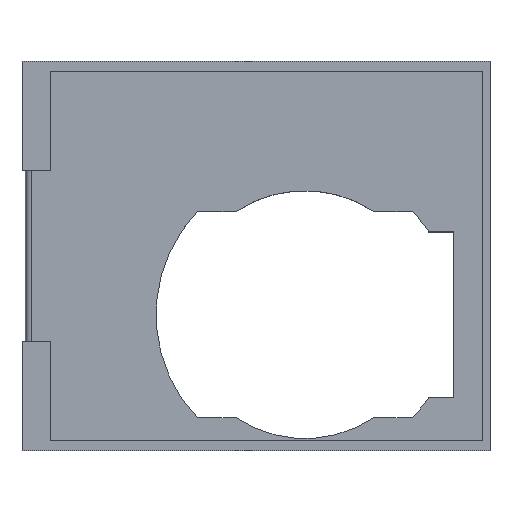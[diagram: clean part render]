
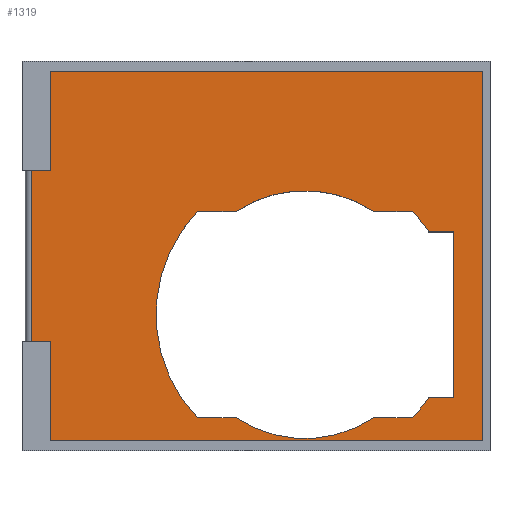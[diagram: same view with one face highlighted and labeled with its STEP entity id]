
A CAD part, top view. The second image highlights one B-rep face of the part: STEP entity #1319.
In plain terms, the highlighted planar face has unit normal (0, 0, 1).
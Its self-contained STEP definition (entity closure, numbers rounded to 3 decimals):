
#34=FACE_BOUND('',#130,.T.);
#55=FACE_OUTER_BOUND('',#129,.T.);
#129=EDGE_LOOP('',(#969,#970,#971,#972,#973,#974,#975,#976));
#130=EDGE_LOOP('',(#977,#978,#979,#980,#981,#982,#983,#984,#985,#986,#987,
#988,#989,#990,#991,#992));
#206=CIRCLE('',#1426,13.06);
#207=CIRCLE('',#1427,10.871);
#208=CIRCLE('',#1428,13.06);
#209=CIRCLE('',#1429,10.871);
#210=CIRCLE('',#1430,13.06);
#223=LINE('',#1877,#384);
#284=LINE('',#2041,#445);
#286=LINE('',#2047,#447);
#287=LINE('',#2049,#448);
#288=LINE('',#2051,#449);
#289=LINE('',#2053,#450);
#290=LINE('',#2055,#451);
#291=LINE('',#2056,#452);
#292=LINE('',#2061,#453);
#293=LINE('',#2063,#454);
#294=LINE('',#2067,#455);
#295=LINE('',#2069,#456);
#296=LINE('',#2073,#457);
#297=LINE('',#2075,#458);
#298=LINE('',#2079,#459);
#299=LINE('',#2081,#460);
#300=LINE('',#2085,#461);
#301=LINE('',#2087,#462);
#302=LINE('',#2088,#463);
#384=VECTOR('',#1503,10.);
#445=VECTOR('',#1634,10.);
#447=VECTOR('',#1640,10.);
#448=VECTOR('',#1641,10.);
#449=VECTOR('',#1642,10.);
#450=VECTOR('',#1643,10.);
#451=VECTOR('',#1644,10.);
#452=VECTOR('',#1645,10.);
#453=VECTOR('',#1648,10.);
#454=VECTOR('',#1649,10.);
#455=VECTOR('',#1652,10.);
#456=VECTOR('',#1653,10.);
#457=VECTOR('',#1656,10.);
#458=VECTOR('',#1657,10.);
#459=VECTOR('',#1660,10.);
#460=VECTOR('',#1661,10.);
#461=VECTOR('',#1664,10.);
#462=VECTOR('',#1665,10.);
#463=VECTOR('',#1666,10.);
#546=VERTEX_POINT('',#1874);
#547=VERTEX_POINT('',#1876);
#615=VERTEX_POINT('',#2040);
#617=VERTEX_POINT('',#2046);
#618=VERTEX_POINT('',#2048);
#619=VERTEX_POINT('',#2050);
#620=VERTEX_POINT('',#2052);
#621=VERTEX_POINT('',#2054);
#622=VERTEX_POINT('',#2057);
#623=VERTEX_POINT('',#2058);
#624=VERTEX_POINT('',#2060);
#625=VERTEX_POINT('',#2062);
#626=VERTEX_POINT('',#2064);
#627=VERTEX_POINT('',#2066);
#628=VERTEX_POINT('',#2068);
#629=VERTEX_POINT('',#2070);
#630=VERTEX_POINT('',#2072);
#631=VERTEX_POINT('',#2074);
#632=VERTEX_POINT('',#2076);
#633=VERTEX_POINT('',#2078);
#634=VERTEX_POINT('',#2080);
#635=VERTEX_POINT('',#2082);
#636=VERTEX_POINT('',#2084);
#637=VERTEX_POINT('',#2086);
#674=EDGE_CURVE('',#547,#546,#223,.T.);
#754=EDGE_CURVE('',#547,#615,#284,.T.);
#757=EDGE_CURVE('',#546,#617,#286,.T.);
#758=EDGE_CURVE('',#617,#618,#287,.T.);
#759=EDGE_CURVE('',#618,#619,#288,.T.);
#760=EDGE_CURVE('',#619,#620,#289,.T.);
#761=EDGE_CURVE('',#620,#621,#290,.T.);
#762=EDGE_CURVE('',#621,#615,#291,.T.);
#763=EDGE_CURVE('',#622,#623,#206,.T.);
#764=EDGE_CURVE('',#623,#624,#292,.T.);
#765=EDGE_CURVE('',#624,#625,#293,.T.);
#766=EDGE_CURVE('',#625,#626,#207,.T.);
#767=EDGE_CURVE('',#626,#627,#294,.T.);
#768=EDGE_CURVE('',#627,#628,#295,.T.);
#769=EDGE_CURVE('',#628,#629,#208,.T.);
#770=EDGE_CURVE('',#629,#630,#296,.T.);
#771=EDGE_CURVE('',#630,#631,#297,.T.);
#772=EDGE_CURVE('',#631,#632,#209,.T.);
#773=EDGE_CURVE('',#632,#633,#298,.T.);
#774=EDGE_CURVE('',#633,#634,#299,.T.);
#775=EDGE_CURVE('',#634,#635,#210,.T.);
#776=EDGE_CURVE('',#635,#636,#300,.T.);
#777=EDGE_CURVE('',#636,#637,#301,.T.);
#778=EDGE_CURVE('',#637,#622,#302,.T.);
#969=ORIENTED_EDGE('',*,*,#754,.F.);
#970=ORIENTED_EDGE('',*,*,#674,.T.);
#971=ORIENTED_EDGE('',*,*,#757,.T.);
#972=ORIENTED_EDGE('',*,*,#758,.T.);
#973=ORIENTED_EDGE('',*,*,#759,.T.);
#974=ORIENTED_EDGE('',*,*,#760,.T.);
#975=ORIENTED_EDGE('',*,*,#761,.T.);
#976=ORIENTED_EDGE('',*,*,#762,.T.);
#977=ORIENTED_EDGE('',*,*,#763,.T.);
#978=ORIENTED_EDGE('',*,*,#764,.T.);
#979=ORIENTED_EDGE('',*,*,#765,.T.);
#980=ORIENTED_EDGE('',*,*,#766,.T.);
#981=ORIENTED_EDGE('',*,*,#767,.T.);
#982=ORIENTED_EDGE('',*,*,#768,.T.);
#983=ORIENTED_EDGE('',*,*,#769,.T.);
#984=ORIENTED_EDGE('',*,*,#770,.T.);
#985=ORIENTED_EDGE('',*,*,#771,.T.);
#986=ORIENTED_EDGE('',*,*,#772,.T.);
#987=ORIENTED_EDGE('',*,*,#773,.T.);
#988=ORIENTED_EDGE('',*,*,#774,.T.);
#989=ORIENTED_EDGE('',*,*,#775,.T.);
#990=ORIENTED_EDGE('',*,*,#776,.T.);
#991=ORIENTED_EDGE('',*,*,#777,.T.);
#992=ORIENTED_EDGE('',*,*,#778,.T.);
#1259=PLANE('',#1425);
#1319=ADVANCED_FACE('',(#55,#34),#1259,.T.);
#1425=AXIS2_PLACEMENT_3D('',#2045,#1638,#1639);
#1426=AXIS2_PLACEMENT_3D('',#2059,#1646,#1647);
#1427=AXIS2_PLACEMENT_3D('',#2065,#1650,#1651);
#1428=AXIS2_PLACEMENT_3D('',#2071,#1654,#1655);
#1429=AXIS2_PLACEMENT_3D('',#2077,#1658,#1659);
#1430=AXIS2_PLACEMENT_3D('',#2083,#1662,#1663);
#1503=DIRECTION('',(1.,0.,0.));
#1634=DIRECTION('',(0.,1.,0.));
#1638=DIRECTION('center_axis',(0.,0.,1.));
#1639=DIRECTION('ref_axis',(1.,0.,0.));
#1640=DIRECTION('',(0.,-1.,0.));
#1641=DIRECTION('',(1.,0.,0.));
#1642=DIRECTION('',(0.,1.,0.));
#1643=DIRECTION('',(-1.,0.,0.));
#1644=DIRECTION('',(0.,-1.,0.));
#1645=DIRECTION('',(-1.,0.,0.));
#1646=DIRECTION('center_axis',(0.,0.,-1.));
#1647=DIRECTION('ref_axis',(0.832,-0.555,0.));
#1648=DIRECTION('',(-1.,0.,0.));
#1649=DIRECTION('',(-1.,0.,0.));
#1650=DIRECTION('center_axis',(0.,0.,-1.));
#1651=DIRECTION('ref_axis',(0.554,-0.832,0.));
#1652=DIRECTION('',(-1.,0.,0.));
#1653=DIRECTION('',(-1.,0.,0.));
#1654=DIRECTION('center_axis',(0.,0.,-1.));
#1655=DIRECTION('ref_axis',(-0.721,-0.693,0.));
#1656=DIRECTION('',(1.,0.,0.));
#1657=DIRECTION('',(1.,0.,0.));
#1658=DIRECTION('center_axis',(0.,0.,-1.));
#1659=DIRECTION('ref_axis',(-0.554,0.832,0.));
#1660=DIRECTION('',(1.,0.,0.));
#1661=DIRECTION('',(1.,0.,0.));
#1662=DIRECTION('center_axis',(0.,0.,-1.));
#1663=DIRECTION('ref_axis',(0.721,0.693,0.));
#1664=DIRECTION('',(1.,0.,0.));
#1665=DIRECTION('',(0.,-1.,0.));
#1666=DIRECTION('',(-1.,0.,0.));
#1874=CARTESIAN_POINT('',(-21.8,-7.5,-1.271));
#1876=CARTESIAN_POINT('',(-23.5,-7.5,-1.271));
#1877=CARTESIAN_POINT('',(-28.701,-7.5,-1.271));
#2040=CARTESIAN_POINT('',(-23.5,7.5,-1.271));
#2041=CARTESIAN_POINT('',(-23.5,8.405,-1.271));
#2045=CARTESIAN_POINT('Origin',(-3.78,0.015,-1.271));
#2046=CARTESIAN_POINT('',(-21.8,-16.2,-1.271));
#2047=CARTESIAN_POINT('',(-21.8,-8.093,-1.271));
#2048=CARTESIAN_POINT('',(16.1,-16.2,-1.271));
#2049=CARTESIAN_POINT('',(6.16,-16.2,-1.271));
#2050=CARTESIAN_POINT('',(16.1,16.2,-1.271));
#2051=CARTESIAN_POINT('',(16.1,8.107,-1.271));
#2052=CARTESIAN_POINT('',(-21.8,16.2,-1.271));
#2053=CARTESIAN_POINT('',(-12.79,16.2,-1.271));
#2054=CARTESIAN_POINT('',(-21.8,7.5,-1.271));
#2055=CARTESIAN_POINT('',(-21.8,-8.093,-1.271));
#2056=CARTESIAN_POINT('',(-20.701,7.5,-1.271));
#2057=CARTESIAN_POINT('',(11.372,-12.379,-1.271));
#2058=CARTESIAN_POINT('',(9.926,-14.179,-1.271));
#2059=CARTESIAN_POINT('Origin',(0.51,-5.129,-1.271));
#2060=CARTESIAN_POINT('',(7.067,-14.179,-1.271));
#2061=CARTESIAN_POINT('',(1.643,-14.179,-1.271));
#2062=CARTESIAN_POINT('',(6.533,-14.179,-1.271));
#2063=CARTESIAN_POINT('',(1.377,-14.179,-1.271));
#2064=CARTESIAN_POINT('',(-5.514,-14.179,-1.271));
#2065=CARTESIAN_POINT('Origin',(0.51,-5.129,-1.271));
#2066=CARTESIAN_POINT('',(-6.048,-14.179,-1.271));
#2067=CARTESIAN_POINT('',(-4.914,-14.179,-1.271));
#2068=CARTESIAN_POINT('',(-8.906,-14.179,-1.271));
#2069=CARTESIAN_POINT('',(-6.343,-14.179,-1.271));
#2070=CARTESIAN_POINT('',(-8.906,3.921,-1.271));
#2071=CARTESIAN_POINT('Origin',(0.51,-5.129,-1.271));
#2072=CARTESIAN_POINT('',(-6.048,3.921,-1.271));
#2073=CARTESIAN_POINT('',(-4.914,3.921,-1.271));
#2074=CARTESIAN_POINT('',(-5.514,3.921,-1.271));
#2075=CARTESIAN_POINT('',(-4.647,3.921,-1.271));
#2076=CARTESIAN_POINT('',(6.533,3.921,-1.271));
#2077=CARTESIAN_POINT('Origin',(0.51,-5.129,-1.271));
#2078=CARTESIAN_POINT('',(7.067,3.921,-1.271));
#2079=CARTESIAN_POINT('',(1.643,3.921,-1.271));
#2080=CARTESIAN_POINT('',(9.926,3.921,-1.271));
#2081=CARTESIAN_POINT('',(3.073,3.921,-1.271));
#2082=CARTESIAN_POINT('',(11.372,2.121,-1.271));
#2083=CARTESIAN_POINT('Origin',(0.51,-5.129,-1.271));
#2084=CARTESIAN_POINT('',(13.57,2.121,-1.271));
#2085=CARTESIAN_POINT('',(4.895,2.121,-1.271));
#2086=CARTESIAN_POINT('',(13.57,-12.379,-1.271));
#2087=CARTESIAN_POINT('',(13.57,-6.182,-1.271));
#2088=CARTESIAN_POINT('',(3.796,-12.379,-1.271));
